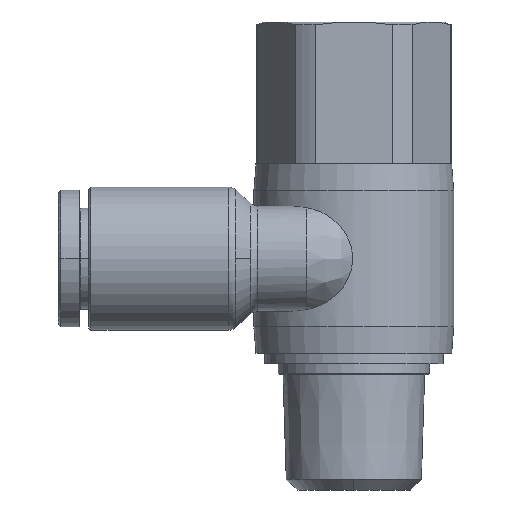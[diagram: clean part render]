
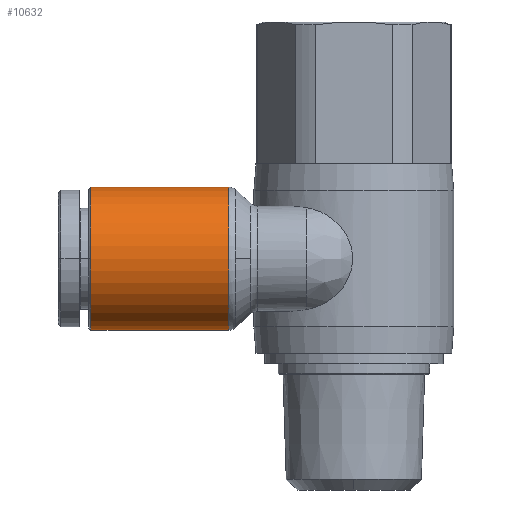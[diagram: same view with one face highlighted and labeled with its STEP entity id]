
A CAD part, left-side view. The second image highlights one B-rep face of the part: STEP entity #10632.
In plain terms, the highlighted cylindrical face has radius 6.8 mm (diameter 13.6 mm), a partial arc.
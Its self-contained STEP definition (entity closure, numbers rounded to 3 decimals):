
#1298 = CARTESIAN_POINT ( 'NONE',  ( -20.5, 0., 0. ) ) ;
#1898 = LINE ( 'NONE', #3247, #25242 ) ;
#1950 = ORIENTED_EDGE ( 'NONE', *, *, #4487, .T. ) ;
#3247 = CARTESIAN_POINT ( 'NONE',  ( -13., 0., -6.8 ) ) ;
#4270 = CARTESIAN_POINT ( 'NONE',  ( -7.384, 0., -6.8 ) ) ;
#4477 = AXIS2_PLACEMENT_3D ( 'NONE', #1298, #9908, #10301 ) ;
#4487 = EDGE_CURVE ( 'NONE', #13619, #28974, #18548, .T. ) ;
#4697 = EDGE_CURVE ( 'NONE', #27646, #16429, #5476, .T. ) ;
#5351 = AXIS2_PLACEMENT_3D ( 'NONE', #28652, #12806, #21606 ) ;
#5476 = LINE ( 'NONE', #20133, #28820 ) ;
#9814 = CIRCLE ( 'NONE', #10311, 6.8 ) ;
#9908 = DIRECTION ( 'NONE',  ( 1., 0., 0. ) ) ;
#10301 = DIRECTION ( 'NONE',  ( 0., 0., -1. ) ) ;
#10311 = AXIS2_PLACEMENT_3D ( 'NONE', #13258, #15535, #13158 ) ;
#10632 = ADVANCED_FACE ( 'NONE', ( #14497 ), #17287, .T. ) ;
#11342 = EDGE_CURVE ( 'NONE', #26924, #16429, #9814, .T. ) ;
#11580 = CARTESIAN_POINT ( 'NONE',  ( -7.384, 0., 6.8 ) ) ;
#12150 = ORIENTED_EDGE ( 'NONE', *, *, #4697, .F. ) ;
#12806 = DIRECTION ( 'NONE',  ( 1., 0., 0. ) ) ;
#13158 = DIRECTION ( 'NONE',  ( 0., 0., -1. ) ) ;
#13240 = ORIENTED_EDGE ( 'NONE', *, *, #26596, .T. ) ;
#13258 = CARTESIAN_POINT ( 'NONE',  ( -7.384, 0., 0. ) ) ;
#13619 = VERTEX_POINT ( 'NONE', #14455 ) ;
#13632 = CARTESIAN_POINT ( 'NONE',  ( -20.5, 0., -6.8 ) ) ;
#14455 = CARTESIAN_POINT ( 'NONE',  ( -20.5, -6.8, 0. ) ) ;
#14497 = FACE_OUTER_BOUND ( 'NONE', #15413, .T. ) ;
#14974 = CIRCLE ( 'NONE', #18838, 6.8 ) ;
#15413 = EDGE_LOOP ( 'NONE', ( #12150, #21213, #1950, #13240, #20090 ) ) ;
#15535 = DIRECTION ( 'NONE',  ( -1., 0., 0. ) ) ;
#16429 = VERTEX_POINT ( 'NONE', #11580 ) ;
#17287 = CYLINDRICAL_SURFACE ( 'NONE', #5351, 6.8 ) ;
#17439 = DIRECTION ( 'NONE',  ( 0., 0., -1. ) ) ;
#17542 = DIRECTION ( 'NONE',  ( 1., 0., 0. ) ) ;
#18057 = CARTESIAN_POINT ( 'NONE',  ( -20.5, 0., 6.8 ) ) ;
#18548 = CIRCLE ( 'NONE', #4477, 6.8 ) ;
#18838 = AXIS2_PLACEMENT_3D ( 'NONE', #26465, #17542, #17439 ) ;
#19838 = DIRECTION ( 'NONE',  ( 1., 0., 0. ) ) ;
#20090 = ORIENTED_EDGE ( 'NONE', *, *, #11342, .T. ) ;
#20133 = CARTESIAN_POINT ( 'NONE',  ( -13., 0., 6.8 ) ) ;
#20892 = EDGE_CURVE ( 'NONE', #27646, #13619, #14974, .T. ) ;
#21213 = ORIENTED_EDGE ( 'NONE', *, *, #20892, .T. ) ;
#21606 = DIRECTION ( 'NONE',  ( 0., 0., -1. ) ) ;
#23606 = DIRECTION ( 'NONE',  ( 1., 0., 0. ) ) ;
#25242 = VECTOR ( 'NONE', #23606, 1000. ) ;
#26465 = CARTESIAN_POINT ( 'NONE',  ( -20.5, 0., 0. ) ) ;
#26596 = EDGE_CURVE ( 'NONE', #28974, #26924, #1898, .T. ) ;
#26924 = VERTEX_POINT ( 'NONE', #4270 ) ;
#27646 = VERTEX_POINT ( 'NONE', #18057 ) ;
#28652 = CARTESIAN_POINT ( 'NONE',  ( -13., 0., 0. ) ) ;
#28820 = VECTOR ( 'NONE', #19838, 1000. ) ;
#28974 = VERTEX_POINT ( 'NONE', #13632 ) ;
